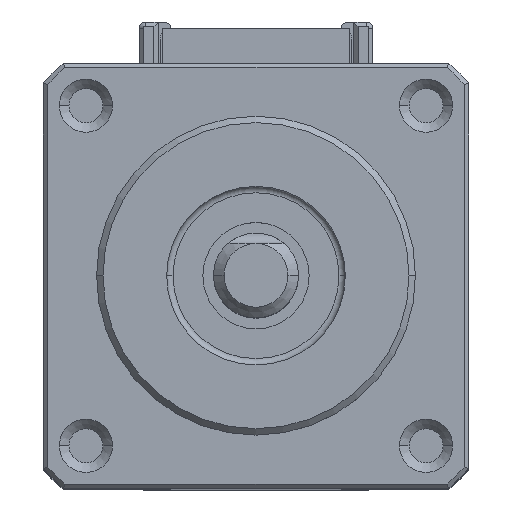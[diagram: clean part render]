
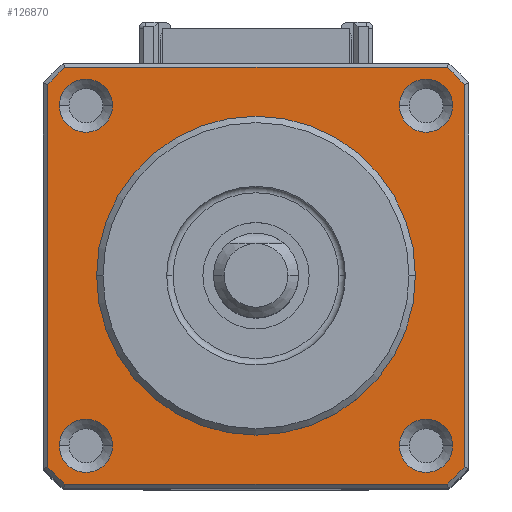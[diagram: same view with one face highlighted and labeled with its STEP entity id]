
A CAD part, top view. The second image highlights one B-rep face of the part: STEP entity #126870.
In plain terms, the highlighted planar face has unit normal (0, 0, 1).
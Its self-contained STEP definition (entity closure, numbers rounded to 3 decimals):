
#106490=CARTESIAN_POINT('',(-8.992,-9.8,0.));
#106500=VERTEX_POINT('',#106490);
#106530=CARTESIAN_POINT('',(0.,-9.8,0.));
#106540=DIRECTION('',(1.,0.,-0.));
#106550=VECTOR('',#106540,1.);
#106560=LINE('',#106530,#106550);
#106570=CARTESIAN_POINT('',(8.992,-9.8,0.));
#106580=VERTEX_POINT('',#106570);
#106590=EDGE_CURVE('',#106500,#106580,#106560,.T.);
#106950=CARTESIAN_POINT('',(0.,0.,
0.));
#106960=DIRECTION('',(-0.,-0.,1.));
#106970=DIRECTION('',(-1.,0.,-0.));
#106980=AXIS2_PLACEMENT_3D('',#106950,#106960,#106970);
#106990=CIRCLE('',#106980,13.3);
#107000=CARTESIAN_POINT('',(9.8,-8.992,0.));
#107010=VERTEX_POINT('',#107000);
#107020=EDGE_CURVE('',#106580,#107010,#106990,.T.);
#107440=CARTESIAN_POINT('',(9.8,0.,0.));
#107450=DIRECTION('',(0.,1.,-0.));
#107460=VECTOR('',#107450,1.);
#107470=LINE('',#107440,#107460);
#107480=CARTESIAN_POINT('',(9.8,8.992,0.));
#107490=VERTEX_POINT('',#107480);
#107500=EDGE_CURVE('',#107010,#107490,#107470,.T.);
#117230=CARTESIAN_POINT('',(-9.8,8.992,0.));
#117240=VERTEX_POINT('',#117230);
#117270=CARTESIAN_POINT('',(-9.8,0.,0.));
#117280=DIRECTION('',(0.,-1.,0.));
#117290=VECTOR('',#117280,1.);
#117300=LINE('',#117270,#117290);
#117310=CARTESIAN_POINT('',(-9.8,-8.992,
0.));
#117320=VERTEX_POINT('',#117310);
#117330=EDGE_CURVE('',#117240,#117320,#117300,.T.);
#117920=CARTESIAN_POINT('',(0.,0.,
0.));
#117930=DIRECTION('',(-0.,-0.,1.));
#117940=DIRECTION('',(-1.,0.,-0.));
#117950=AXIS2_PLACEMENT_3D('',#117920,#117930,#117940);
#117960=CIRCLE('',#117950,13.3);
#117970=EDGE_CURVE('',#117320,#106500,#117960,.T.);
#120580=CARTESIAN_POINT('',(0.,0.,0.
));
#120590=DIRECTION('',(-0.,-0.,1.));
#120600=DIRECTION('',(-1.,0.,-0.));
#120610=AXIS2_PLACEMENT_3D('',#120580,#120590,#120600);
#120620=CIRCLE('',#120610,13.3);
#120630=CARTESIAN_POINT('',(8.992,9.8,0.));
#120640=VERTEX_POINT('',#120630);
#120650=EDGE_CURVE('',#107490,#120640,#120620,.T.);
#121010=CARTESIAN_POINT('',(0.,9.8,-0.));
#121020=DIRECTION('',(-1.,0.,0.));
#121030=VECTOR('',#121020,1.);
#121040=LINE('',#121010,#121030);
#121050=CARTESIAN_POINT('',(-8.992,9.8,
0.));
#121060=VERTEX_POINT('',#121050);
#121070=EDGE_CURVE('',#120640,#121060,#121040,.T.);
#125910=CARTESIAN_POINT('',(-9.8,-9.8,0.));
#125920=DIRECTION('',(0.,0.,1.));
#125930=DIRECTION('',(1.,0.,-0.));
#125940=AXIS2_PLACEMENT_3D('',#125910,#125920,#125930);
#125950=PLANE('',#125940);
#125960=ORIENTED_EDGE('',*,*,#117970,.T.);
#125970=ORIENTED_EDGE('',*,*,#117330,.T.);
#125980=CARTESIAN_POINT('',(0.,0.,
0.));
#125990=DIRECTION('',(-0.,-0.,1.));
#126000=DIRECTION('',(-1.,0.,-0.));
#126010=AXIS2_PLACEMENT_3D('',#125980,#125990,#126000);
#126020=CIRCLE('',#126010,13.3);
#126030=EDGE_CURVE('',#121060,#117240,#126020,.T.);
#126040=ORIENTED_EDGE('',*,*,#126030,.T.);
#126050=ORIENTED_EDGE('',*,*,#121070,.T.);
#126060=ORIENTED_EDGE('',*,*,#120650,.T.);
#126070=ORIENTED_EDGE('',*,*,#107500,.T.);
#126080=ORIENTED_EDGE('',*,*,#107020,.T.);
#126090=ORIENTED_EDGE('',*,*,#106590,.T.);
#126100=EDGE_LOOP('',(#126090,#126080,#126070,#126060,#126050,#126040,
#125970,#125960));
#126110=FACE_OUTER_BOUND('',#126100,.T.);
#126120=CARTESIAN_POINT('',(8.,8.,0.));
#126130=DIRECTION('',(-0.,-0.,-1.));
#126140=DIRECTION('',(1.,0.,0.));
#126150=AXIS2_PLACEMENT_3D('',#126120,#126130,#126140);
#126160=CIRCLE('',#126150,1.25);
#126170=CARTESIAN_POINT('',(6.75,8.,0.));
#126180=VERTEX_POINT('',#126170);
#126190=CARTESIAN_POINT('',(9.25,8.,0.));
#126200=VERTEX_POINT('',#126190);
#126210=EDGE_CURVE('',#126180,#126200,#126160,.T.);
#126220=ORIENTED_EDGE('',*,*,#126210,.T.);
#126230=EDGE_CURVE('',#126200,#126180,#126160,.T.);
#126240=ORIENTED_EDGE('',*,*,#126230,.T.);
#126250=EDGE_LOOP('',(#126240,#126220));
#126260=FACE_BOUND('',#126250,.T.);
#126270=CARTESIAN_POINT('',(-8.,8.,0.));
#126280=DIRECTION('',(-0.,-0.,-1.));
#126290=DIRECTION('',(1.,0.,0.));
#126300=AXIS2_PLACEMENT_3D('',#126270,#126280,#126290);
#126310=CIRCLE('',#126300,1.25);
#126320=CARTESIAN_POINT('',(-9.25,8.,0.));
#126330=VERTEX_POINT('',#126320);
#126340=CARTESIAN_POINT('',(-6.75,8.,0.));
#126350=VERTEX_POINT('',#126340);
#126360=EDGE_CURVE('',#126330,#126350,#126310,.T.);
#126370=ORIENTED_EDGE('',*,*,#126360,.T.);
#126380=EDGE_CURVE('',#126350,#126330,#126310,.T.);
#126390=ORIENTED_EDGE('',*,*,#126380,.T.);
#126400=EDGE_LOOP('',(#126390,#126370));
#126410=FACE_BOUND('',#126400,.T.);
#126420=CARTESIAN_POINT('',(8.,-8.,0.));
#126430=DIRECTION('',(-0.,-0.,-1.));
#126440=DIRECTION('',(1.,0.,0.));
#126450=AXIS2_PLACEMENT_3D('',#126420,#126430,#126440);
#126460=CIRCLE('',#126450,1.25);
#126470=CARTESIAN_POINT('',(6.75,-8.,0.)
);
#126480=VERTEX_POINT('',#126470);
#126490=CARTESIAN_POINT('',(9.25,-8.,0.)
);
#126500=VERTEX_POINT('',#126490);
#126510=EDGE_CURVE('',#126480,#126500,#126460,.T.);
#126520=ORIENTED_EDGE('',*,*,#126510,.T.);
#126530=EDGE_CURVE('',#126500,#126480,#126460,.T.);
#126540=ORIENTED_EDGE('',*,*,#126530,.T.);
#126550=EDGE_LOOP('',(#126540,#126520));
#126560=FACE_BOUND('',#126550,.T.);
#126570=CARTESIAN_POINT('',(-8.,-8.,0.));
#126580=DIRECTION('',(-0.,-0.,-1.));
#126590=DIRECTION('',(1.,0.,0.));
#126600=AXIS2_PLACEMENT_3D('',#126570,#126580,#126590);
#126610=CIRCLE('',#126600,1.25);
#126620=CARTESIAN_POINT('',(-9.25,-8.,0.));
#126630=VERTEX_POINT('',#126620);
#126640=CARTESIAN_POINT('',(-6.75,-8.,0.));
#126650=VERTEX_POINT('',#126640);
#126660=EDGE_CURVE('',#126630,#126650,#126610,.T.);
#126670=ORIENTED_EDGE('',*,*,#126660,.T.);
#126680=EDGE_CURVE('',#126650,#126630,#126610,.T.);
#126690=ORIENTED_EDGE('',*,*,#126680,.T.);
#126700=EDGE_LOOP('',(#126690,#126670));
#126710=FACE_BOUND('',#126700,.T.);
#126720=CARTESIAN_POINT('',(0.,0.,0.
));
#126730=DIRECTION('',(0.,0.,1.));
#126740=DIRECTION('',(1.,0.,0.));
#126750=AXIS2_PLACEMENT_3D('',#126720,#126730,#126740);
#126760=CIRCLE('',#126750,7.5);
#126770=CARTESIAN_POINT('',(7.5,0.,
0.));
#126780=VERTEX_POINT('',#126770);
#126790=CARTESIAN_POINT('',(-7.5,0.,0.));
#126800=VERTEX_POINT('',#126790);
#126810=EDGE_CURVE('',#126780,#126800,#126760,.T.);
#126820=ORIENTED_EDGE('',*,*,#126810,.F.);
#126830=EDGE_CURVE('',#126800,#126780,#126760,.T.);
#126840=ORIENTED_EDGE('',*,*,#126830,.F.);
#126850=EDGE_LOOP('',(#126840,#126820));
#126860=FACE_BOUND('',#126850,.T.);
#126870=ADVANCED_FACE('',(#126110,#126260,#126410,#126560,#126710,
#126860),#125950,.T.);
